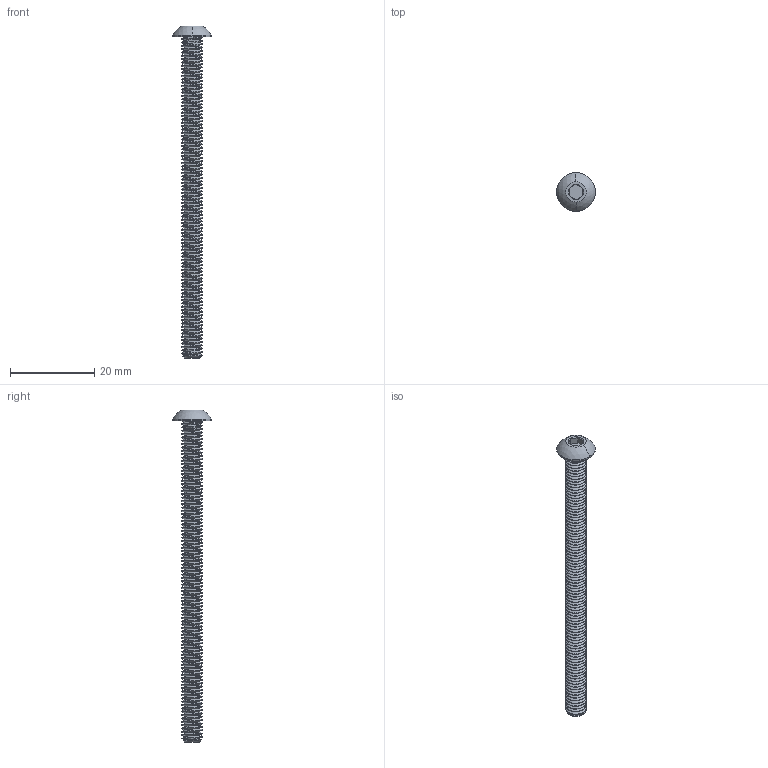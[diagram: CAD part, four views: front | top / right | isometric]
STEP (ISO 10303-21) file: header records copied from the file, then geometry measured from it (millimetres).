
FILE_DESCRIPTION (( 'STEP AP203' ), '1' );
FILE_NAME ('WCP-0263.STEP', '2021-05-12T23:43:00', ( '' ), ( '' ), 'SwSTEP 2.0', 'SolidWorks 2020', '' );
FILE_SCHEMA (( 'CONFIG_CONTROL_DESIGN' ));
Length unit declared in the file: inch
Products named in the file (1): WCP-0263
Bounding box: 9.17 x 9.17 x 78.77 mm (x, y, z)
Volume: 1220.2 mm3; surface area: 1979.4 mm2
Topology: 1 solids, 1 shells, 218 faces, 631 edges, 418 vertices
Faces by surface type: cylinder 193, cone 10, plane 10, bspline 3, sphere 2
Entity records: 40449 total; most frequent: CARTESIAN_POINT 35621, ORIENTED_EDGE 1260, DIRECTION 682, EDGE_CURVE 630, VERTEX_POINT 416, AXIS2_PLACEMENT_3D 237, EDGE_LOOP 220, FACE_OUTER_BOUND 218
